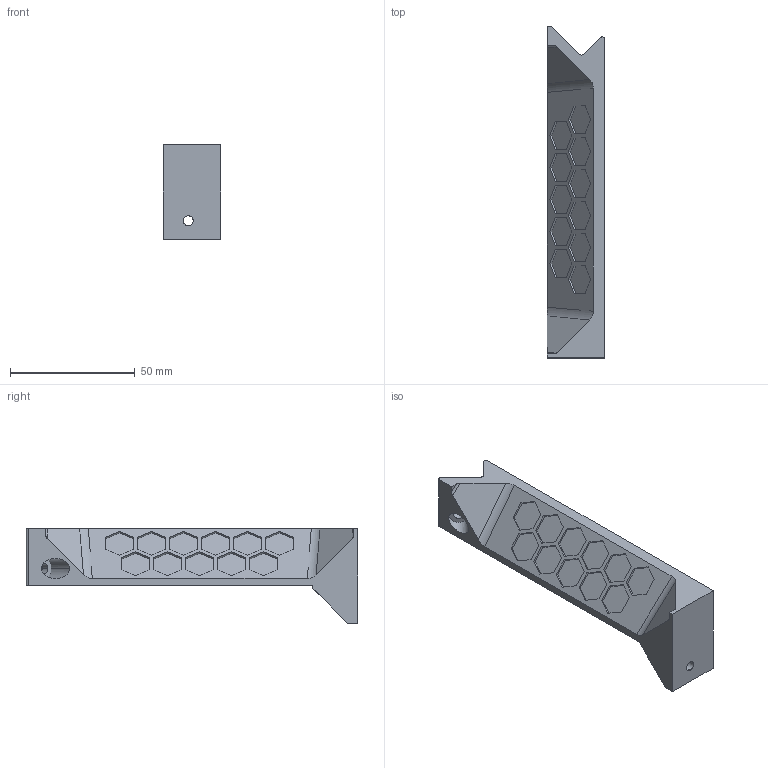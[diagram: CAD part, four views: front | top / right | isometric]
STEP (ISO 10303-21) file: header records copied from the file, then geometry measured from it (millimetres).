
FILE_DESCRIPTION (( 'STEP AP214' ), '1' );
FILE_NAME ('Printed Corner Fill 2.STEP', '2025-04-06T21:19:33', ( '' ), ( '' ), 'SwSTEP 2.0', 'SolidWorks 2022', '' );
FILE_SCHEMA (( 'AUTOMOTIVE_DESIGN' ));
Length unit declared in the file: millimetre
Products named in the file (1): Printed Corner Fill 2
Bounding box: 23 x 132.84 x 38 mm (x, y, z)
Volume: 39571.6 mm3; surface area: 13597.3 mm2
Topology: 1 solids, 1 shells, 121 faces, 317 edges, 208 vertices
Faces by surface type: plane 99, cylinder 15, bspline 4, sphere 2, cone 1
Entity records: 5125 total; most frequent: CARTESIAN_POINT 825, ORIENTED_EDGE 630, DIRECTION 550, EDGE_CURVE 315, VECTOR 256, LINE 256, VERTEX_POINT 208, AXIS2_PLACEMENT_3D 147
